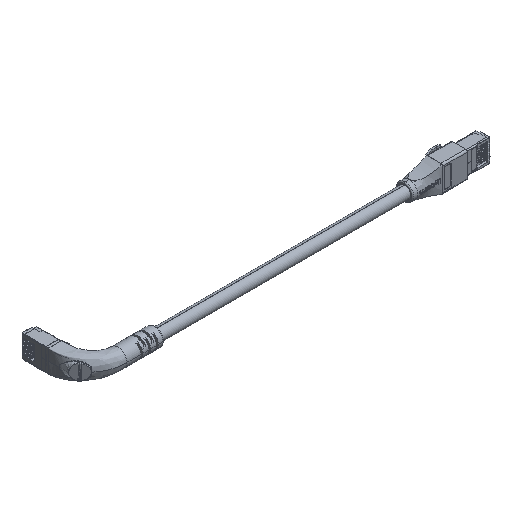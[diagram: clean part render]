
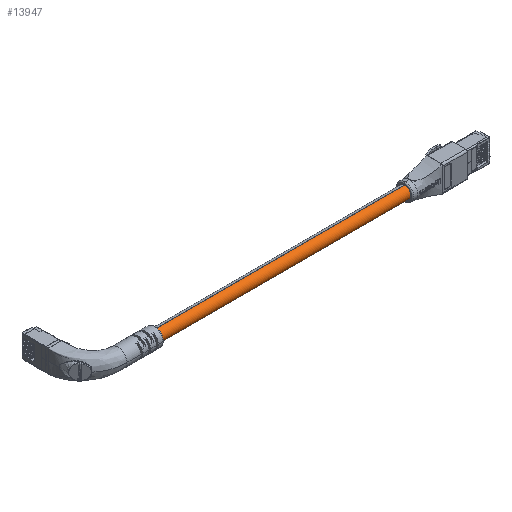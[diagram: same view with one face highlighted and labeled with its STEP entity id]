
A CAD part, isometric view. The second image highlights one B-rep face of the part: STEP entity #13947.
In plain terms, the highlighted cylindrical face has radius 3.048 mm (diameter 6.096 mm), a partial arc.
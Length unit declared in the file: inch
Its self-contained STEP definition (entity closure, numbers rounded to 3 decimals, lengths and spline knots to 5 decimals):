
#1567 = ORIENTED_EDGE ( 'NONE', *, *, #16445, .F. ) ;
#1577 = ORIENTED_EDGE ( 'NONE', *, *, #16440, .T. ) ;
#1656 = ORIENTED_EDGE ( 'NONE', *, *, #16442, .F. ) ;
#1887 = ORIENTED_EDGE ( 'NONE', *, *, #16443, .T. ) ;
#10034 = CARTESIAN_POINT ( 'NONE',  ( -3., 0., -0.12 ) ) ;
#10036 = CARTESIAN_POINT ( 'NONE',  ( 3., 0., 0.12 ) ) ;
#10074 = CARTESIAN_POINT ( 'NONE',  ( -3., 0., 0.12 ) ) ;
#10761 = DIRECTION ( 'NONE',  ( 0., 0., 1. ) ) ;
#10771 = DIRECTION ( 'NONE',  ( -1., 0., 0. ) ) ;
#10775 = CARTESIAN_POINT ( 'NONE',  ( 3., 0., 0. ) ) ;
#12686 = VERTEX_POINT ( 'NONE', #10034 ) ;
#12687 = VERTEX_POINT ( 'NONE', #10036 ) ;
#12710 = VERTEX_POINT ( 'NONE', #10074 ) ;
#13947 = ADVANCED_FACE ( 'NONE', ( #18940 ), #18944, .T. ) ;
#14477 = CIRCLE ( 'NONE', #28288, 0.12 ) ;
#14481 = CIRCLE ( 'NONE', #28290, 0.12 ) ;
#14482 = LINE ( 'NONE', #25822, #14485 ) ;
#14483 = LINE ( 'NONE', #25828, #14488 ) ;
#14485 = VECTOR ( 'NONE', #25812, 39.37008 ) ;
#14488 = VECTOR ( 'NONE', #25800, 39.37008 ) ;
#16440 = EDGE_CURVE ( 'NONE', #12710, #12686, #14477, .T. ) ;
#16442 = EDGE_CURVE ( 'NONE', #12687, #18526, #14481, .T. ) ;
#16443 = EDGE_CURVE ( 'NONE', #12687, #12710, #14482, .T. ) ;
#16445 = EDGE_CURVE ( 'NONE', #18526, #12686, #14483, .T. ) ;
#18526 = VERTEX_POINT ( 'NONE', #29281 ) ;
#18940 = FACE_OUTER_BOUND ( 'NONE', #22834, .T. ) ;
#18944 = CYLINDRICAL_SURFACE ( 'NONE', #28089, 0.12 ) ;
#22834 = EDGE_LOOP ( 'NONE', ( #1567, #1656, #1887, #1577 ) ) ;
#25800 = DIRECTION ( 'NONE',  ( -1., 0., 0. ) ) ;
#25812 = DIRECTION ( 'NONE',  ( -1., 0., 0. ) ) ;
#25816 = CARTESIAN_POINT ( 'NONE',  ( -3., 0., 0. ) ) ;
#25817 = DIRECTION ( 'NONE',  ( 1., 0., 0. ) ) ;
#25818 = DIRECTION ( 'NONE',  ( 0., 0., -1. ) ) ;
#25822 = CARTESIAN_POINT ( 'NONE',  ( 3., 0., 0.12 ) ) ;
#25823 = CARTESIAN_POINT ( 'NONE',  ( 3., 0., 0. ) ) ;
#25824 = DIRECTION ( 'NONE',  ( 1., 0., 0. ) ) ;
#25825 = DIRECTION ( 'NONE',  ( 0., 0., -1. ) ) ;
#25828 = CARTESIAN_POINT ( 'NONE',  ( 3., 0., -0.12 ) ) ;
#28089 = AXIS2_PLACEMENT_3D ( 'NONE', #10775, #10771, #10761 ) ;
#28288 = AXIS2_PLACEMENT_3D ( 'NONE', #25816, #25817, #25818 ) ;
#28290 = AXIS2_PLACEMENT_3D ( 'NONE', #25823, #25824, #25825 ) ;
#29281 = CARTESIAN_POINT ( 'NONE',  ( 3., 0., -0.12 ) ) ;
